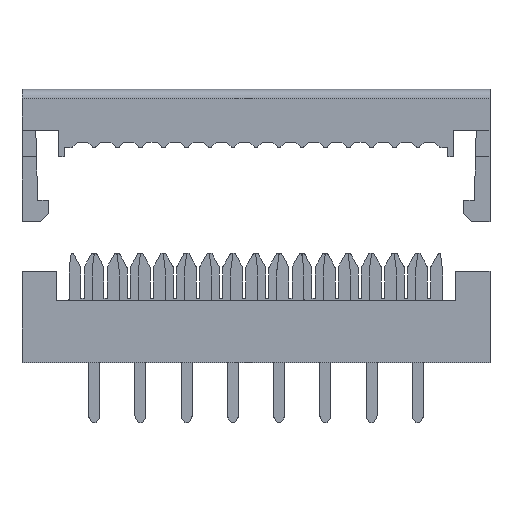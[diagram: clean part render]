
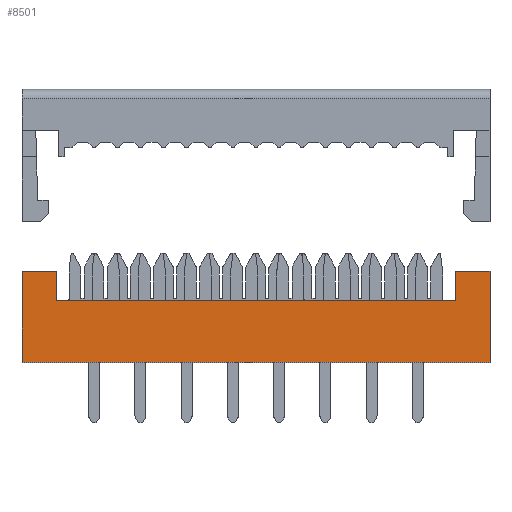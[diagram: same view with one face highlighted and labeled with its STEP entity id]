
A CAD part, top view. The second image highlights one B-rep face of the part: STEP entity #8501.
In plain terms, the highlighted planar face has unit normal (0, 0, 1).
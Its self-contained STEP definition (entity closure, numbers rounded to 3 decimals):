
#3835=VERTEX_POINT('',#10940);
#3889=EDGE_CURVE('',#5853,#8801,#10997,.T.);
#3905=EDGE_CURVE('',#9175,#10227,#11014,.T.);
#4121=EDGE_CURVE('',#10227,#9999,#11254,.T.);
#4525=EDGE_CURVE('',#6109,#5853,#11711,.T.);
#5853=VERTEX_POINT('',#13134);
#6109=VERTEX_POINT('',#13408);
#7001=EDGE_CURVE('',#9999,#3835,#14365,.T.);
#7807=EDGE_CURVE('',#3835,#10437,#15265,.T.);
#8501=ADVANCED_FACE('',(#16032),#16033,.T.);
#8801=VERTEX_POINT('',#16360);
#9175=VERTEX_POINT('',#16776);
#9705=EDGE_CURVE('',#10437,#6109,#17353,.T.);
#9999=VERTEX_POINT('',#17670);
#10227=VERTEX_POINT('',#17914);
#10325=EDGE_CURVE('',#8801,#9175,#18027,.T.);
#10437=VERTEX_POINT('',#18150);
#10940=CARTESIAN_POINT('',(12.86,5.0,3.0));
#10997=LINE('',#18867,#18868);
#11014=LINE('',#18893,#18894);
#11254=LINE('',#19232,#19233);
#11711=LINE('',#19868,#19869);
#13134=CARTESIAN_POINT('',(-10.96,3.4,3.0));
#13408=CARTESIAN_POINT('',(10.96,3.4,3.0));
#14365=LINE('',#23689,#23690);
#15265=LINE('',#24930,#24931);
#16032=FACE_OUTER_BOUND('',#26003,.T.);
#16033=PLANE('',#26004);
#16360=CARTESIAN_POINT('',(-10.96,5.0,3.0));
#16776=CARTESIAN_POINT('',(-12.86,5.0,3.0));
#17353=LINE('',#27821,#27822);
#17670=CARTESIAN_POINT('',(12.86,0.0,3.0));
#17914=CARTESIAN_POINT('',(-12.86,0.0,3.0));
#18027=LINE('',#28749,#28750);
#18150=CARTESIAN_POINT('',(10.96,5.0,3.0));
#18867=CARTESIAN_POINT('',(-10.96,4.2,3.0));
#18868=VECTOR('',#29667,1.0);
#18893=CARTESIAN_POINT('',(-12.86,2.5,3.0));
#18894=VECTOR('',#29682,1.0);
#19232=CARTESIAN_POINT('',(0.0,0.0,3.0));
#19233=VECTOR('',#29979,1.0);
#19868=CARTESIAN_POINT('',(0.0,3.4,3.0));
#19869=VECTOR('',#30508,1.0);
#23689=CARTESIAN_POINT('',(12.86,2.5,3.0));
#23690=VECTOR('',#33052,1.0);
#24930=CARTESIAN_POINT('',(0.0,5.0,3.0));
#24931=VECTOR('',#34077,1.0);
#26003=EDGE_LOOP('',(#35033,#35034,#35035,#35036,#35037,#35038,#35039,#35040));
#26004=AXIS2_PLACEMENT_3D('',#35041,#35042,#35043);
#27821=CARTESIAN_POINT('',(10.96,4.2,3.0));
#27822=VECTOR('',#36496,1.0);
#28749=CARTESIAN_POINT('',(0.0,5.0,3.0));
#28750=VECTOR('',#37255,1.0);
#29667=DIRECTION('',(0.0,1.0,0.0));
#29682=DIRECTION('',(0.0,-1.0,0.0));
#29979=DIRECTION('',(1.0,0.0,0.0));
#30508=DIRECTION('',(-1.0,0.0,0.0));
#33052=DIRECTION('',(0.0,1.0,0.0));
#34077=DIRECTION('',(-1.0,0.0,0.0));
#35033=ORIENTED_EDGE('',*,*,#9705,.T.);
#35034=ORIENTED_EDGE('',*,*,#4525,.T.);
#35035=ORIENTED_EDGE('',*,*,#3889,.T.);
#35036=ORIENTED_EDGE('',*,*,#10325,.T.);
#35037=ORIENTED_EDGE('',*,*,#3905,.T.);
#35038=ORIENTED_EDGE('',*,*,#4121,.T.);
#35039=ORIENTED_EDGE('',*,*,#7001,.T.);
#35040=ORIENTED_EDGE('',*,*,#7807,.T.);
#35041=CARTESIAN_POINT('',(0.0,2.5,3.0));
#35042=DIRECTION('',(0.0,0.0,1.0));
#35043=DIRECTION('',(1.0,0.0,0.0));
#36496=DIRECTION('',(0.0,-1.0,0.0));
#37255=DIRECTION('',(-1.0,0.0,0.0));
